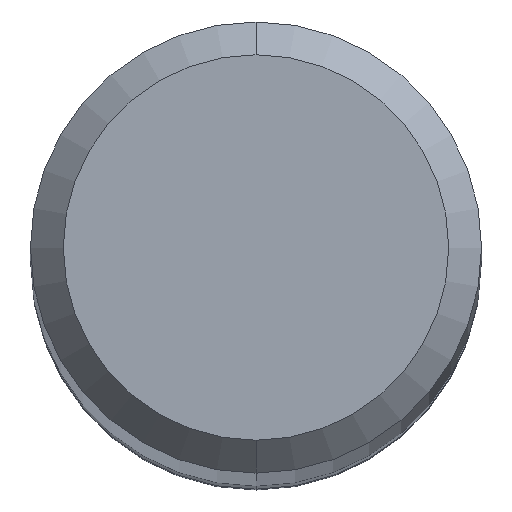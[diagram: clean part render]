
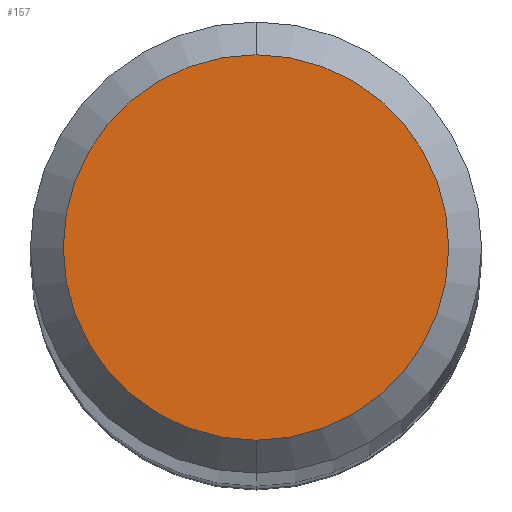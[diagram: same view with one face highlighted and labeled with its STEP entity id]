
A CAD part, top view. The second image highlights one B-rep face of the part: STEP entity #157.
In plain terms, the highlighted planar face has unit normal (0, 0, 1).
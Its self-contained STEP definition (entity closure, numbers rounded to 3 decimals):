
#157=ADVANCED_FACE('',(#389),#390,.T.);
#159=VERTEX_POINT('',#392);
#171=EDGE_CURVE('',#265,#159,#405,.T.);
#229=EDGE_CURVE('',#159,#265,#470,.T.);
#265=VERTEX_POINT('',#510);
#389=FACE_OUTER_BOUND('',#646,.T.);
#390=PLANE('',#647);
#392=CARTESIAN_POINT('',(0.0,2.35,0.0));
#405=CIRCLE('',#665,2.35);
#470=CIRCLE('',#752,2.35);
#510=CARTESIAN_POINT('',(0.,-2.35,0.0));
#646=EDGE_LOOP('',(#943,#944));
#647=AXIS2_PLACEMENT_3D('',#945,#946,#947);
#665=AXIS2_PLACEMENT_3D('',#962,#963,#964);
#752=AXIS2_PLACEMENT_3D('',#1059,#1060,#1061);
#943=ORIENTED_EDGE('',*,*,#229,.F.);
#944=ORIENTED_EDGE('',*,*,#171,.F.);
#945=CARTESIAN_POINT('',(0.0,1.175,0.0));
#946=DIRECTION('',(-0.0,0.0,1.0));
#947=DIRECTION('',(0.0,-1.0,0.0));
#962=CARTESIAN_POINT('',(0.0,0.0,0.0));
#963=DIRECTION('',(0.0,0.0,-1.0));
#964=DIRECTION('',(0.0,1.0,0.0));
#1059=CARTESIAN_POINT('',(0.0,0.0,0.0));
#1060=DIRECTION('',(0.0,0.0,-1.0));
#1061=DIRECTION('',(0.0,1.0,0.0));
